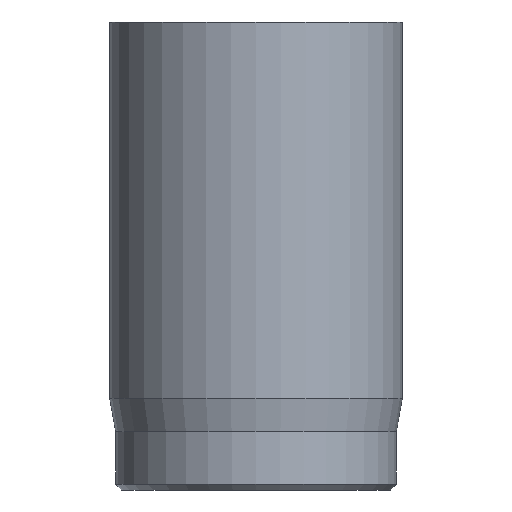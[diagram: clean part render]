
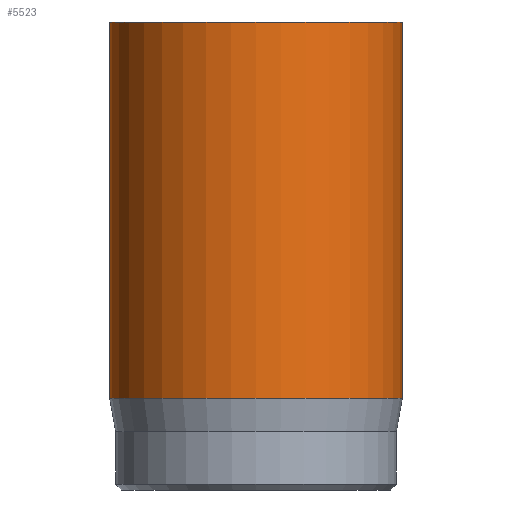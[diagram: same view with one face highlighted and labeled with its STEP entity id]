
A CAD part, front view. The second image highlights one B-rep face of the part: STEP entity #5523.
In plain terms, the highlighted cylindrical face has radius 2.5 mm (diameter 5 mm), a full revolution.
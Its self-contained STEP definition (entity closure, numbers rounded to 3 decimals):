
#31=CYLINDRICAL_SURFACE('',#5722,2.5);
#44=CIRCLE('',#5697,2.5);
#55=CIRCLE('',#5720,2.5);
#56=CIRCLE('',#5721,2.5);
#483=FACE_OUTER_BOUND('',#808,.T.);
#808=EDGE_LOOP('',(#4955,#4956,#4957,#4958,#4959));
#1228=LINE('',#10498,#1654);
#1654=VECTOR('',#6388,2.5);
#2551=VERTEX_POINT('',#10453);
#2562=VERTEX_POINT('',#10492);
#2563=VERTEX_POINT('',#10493);
#3349=EDGE_CURVE('',#2551,#2551,#44,.T.);
#3365=EDGE_CURVE('',#2562,#2563,#55,.T.);
#3366=EDGE_CURVE('',#2563,#2562,#56,.T.);
#3368=EDGE_CURVE('',#2551,#2562,#1228,.T.);
#4955=ORIENTED_EDGE('',*,*,#3349,.T.);
#4956=ORIENTED_EDGE('',*,*,#3368,.T.);
#4957=ORIENTED_EDGE('',*,*,#3365,.T.);
#4958=ORIENTED_EDGE('',*,*,#3366,.T.);
#4959=ORIENTED_EDGE('',*,*,#3368,.F.);
#5523=ADVANCED_FACE('',(#483),#31,.T.);
#5697=AXIS2_PLACEMENT_3D('',#10454,#6330,#6331);
#5720=AXIS2_PLACEMENT_3D('',#10494,#6381,#6382);
#5721=AXIS2_PLACEMENT_3D('',#10495,#6383,#6384);
#5722=AXIS2_PLACEMENT_3D('',#10497,#6386,#6387);
#6330=DIRECTION('center_axis',(0.,0.,-1.));
#6331=DIRECTION('ref_axis',(-1.,0.,0.));
#6381=DIRECTION('center_axis',(0.,0.,1.));
#6382=DIRECTION('ref_axis',(-1.,0.,0.));
#6383=DIRECTION('center_axis',(0.,0.,1.));
#6384=DIRECTION('ref_axis',(-1.,0.,0.));
#6386=DIRECTION('center_axis',(0.,0.,1.));
#6387=DIRECTION('ref_axis',(-1.,0.,0.));
#6388=DIRECTION('',(0.,0.,-1.));
#10453=CARTESIAN_POINT('',(2.5,0.,8.));
#10454=CARTESIAN_POINT('Origin',(0.,0.,8.));
#10492=CARTESIAN_POINT('',(2.5,0.,1.567));
#10493=CARTESIAN_POINT('',(-2.5,0.,1.567));
#10494=CARTESIAN_POINT('Origin',(0.,0.,1.567));
#10495=CARTESIAN_POINT('Origin',(0.,0.,1.567));
#10497=CARTESIAN_POINT('Origin',(0.,0.,0.));
#10498=CARTESIAN_POINT('',(2.5,0.,0.));
